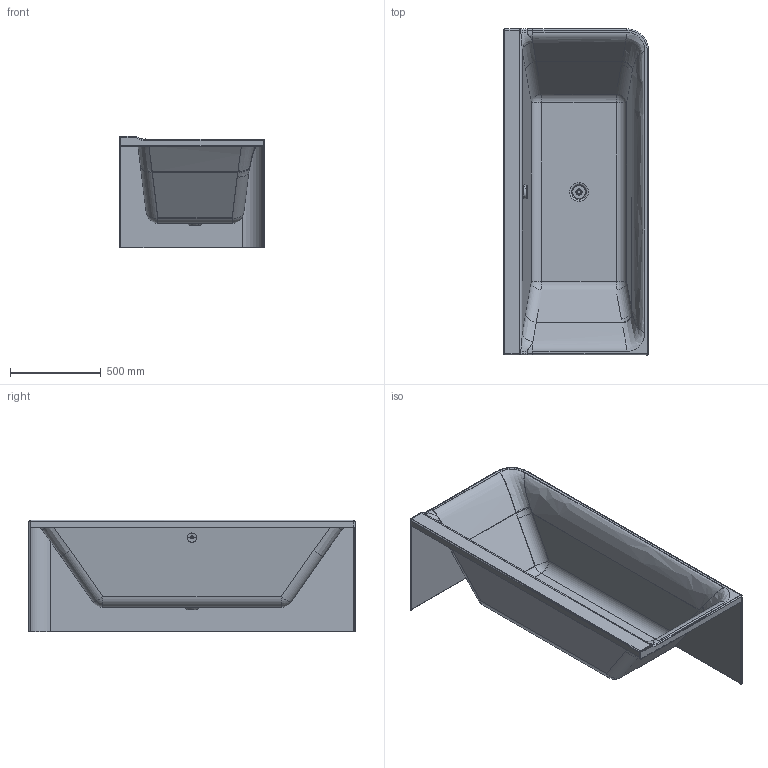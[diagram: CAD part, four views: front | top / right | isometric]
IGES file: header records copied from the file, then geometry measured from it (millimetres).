
Global section: file name: No Iges File Name specified; native system: Autodesk Inventor 2011; preprocessor: AutoDesk Inventor Iges Exporter R2011; author: Administrator; date: 20150619.145629; units: millimetre
Bounding box: 800.25 x 1800.12 x 615 mm (x, y, z)
Volume: 21511240.6 mm3; surface area: 8650967.6 mm2
Topology: 3 solids, 3 shells, 334 faces, 873 edges, 524 vertices
Faces by surface type: plane 123, revolution 94, bspline 54, cylinder 35, torus 11, sphere 9, cone 8
